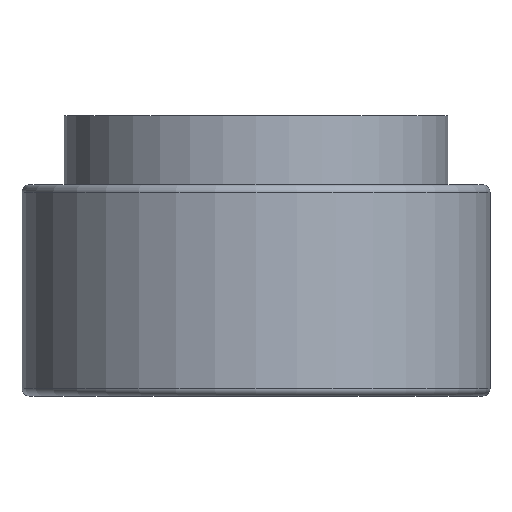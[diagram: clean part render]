
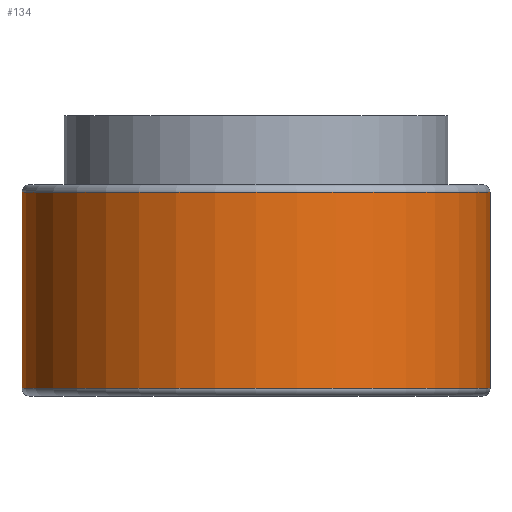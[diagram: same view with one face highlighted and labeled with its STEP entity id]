
A CAD part, front view. The second image highlights one B-rep face of the part: STEP entity #134.
In plain terms, the highlighted cylindrical face has radius 31 mm (diameter 62 mm), a full revolution.
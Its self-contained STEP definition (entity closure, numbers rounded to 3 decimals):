
#24=LINE('',#243,#28);
#28=VECTOR('',#195,31.);
#32=CYLINDRICAL_SURFACE('',#162,31.);
#37=FACE_OUTER_BOUND('',#48,.T.);
#48=EDGE_LOOP('',(#103,#104,#105,#106));
#61=CIRCLE('',#159,31.);
#64=CIRCLE('',#163,31.);
#73=VERTEX_POINT('',#235);
#75=VERTEX_POINT('',#241);
#83=EDGE_CURVE('',#73,#73,#61,.T.);
#86=EDGE_CURVE('',#75,#75,#64,.T.);
#87=EDGE_CURVE('',#75,#73,#24,.T.);
#103=ORIENTED_EDGE('',*,*,#86,.F.);
#104=ORIENTED_EDGE('',*,*,#87,.T.);
#105=ORIENTED_EDGE('',*,*,#83,.F.);
#106=ORIENTED_EDGE('',*,*,#87,.F.);
#134=ADVANCED_FACE('',(#37),#32,.T.);
#159=AXIS2_PLACEMENT_3D('',#236,#185,#186);
#162=AXIS2_PLACEMENT_3D('',#240,#191,#192);
#163=AXIS2_PLACEMENT_3D('',#242,#193,#194);
#185=DIRECTION('center_axis',(0.,0.,-1.));
#186=DIRECTION('ref_axis',(1.,0.,0.));
#191=DIRECTION('center_axis',(0.,0.,1.));
#192=DIRECTION('ref_axis',(1.,0.,0.));
#193=DIRECTION('center_axis',(0.,0.,1.));
#194=DIRECTION('ref_axis',(1.,0.,0.));
#195=DIRECTION('',(0.,0.,-1.));
#235=CARTESIAN_POINT('',(-31.,0.,1.));
#236=CARTESIAN_POINT('Origin',(0.,0.,1.));
#240=CARTESIAN_POINT('Origin',(0.,0.,0.));
#241=CARTESIAN_POINT('',(-31.,0.,27.));
#242=CARTESIAN_POINT('Origin',(0.,0.,27.));
#243=CARTESIAN_POINT('',(-31.,0.,0.));
